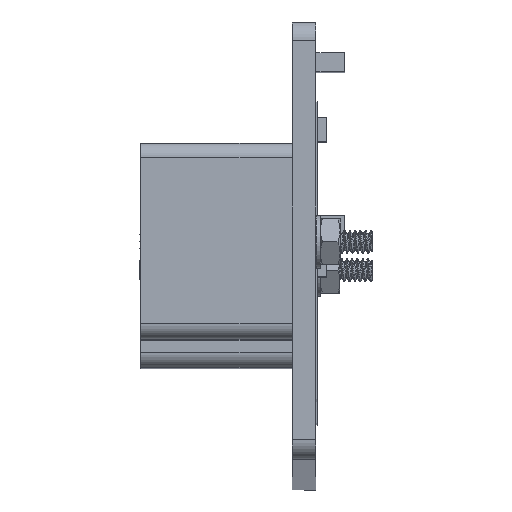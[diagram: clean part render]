
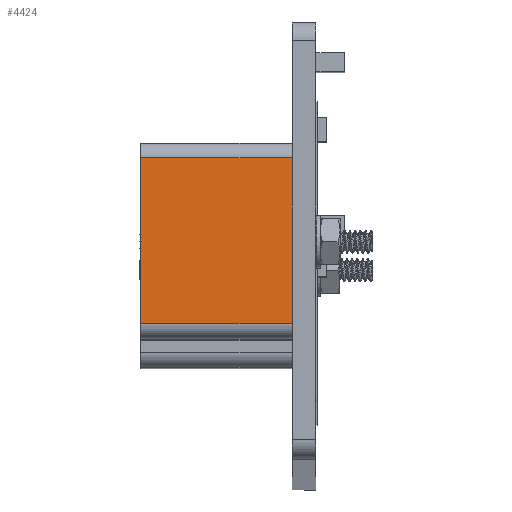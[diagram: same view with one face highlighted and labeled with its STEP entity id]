
A CAD part, left-side view. The second image highlights one B-rep face of the part: STEP entity #4424.
In plain terms, the highlighted face is planar.
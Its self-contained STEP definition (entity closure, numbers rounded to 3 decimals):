
#568=FACE_OUTER_BOUND('',#839,.T.);
#839=EDGE_LOOP('',(#3360,#3361,#3362,#3363));
#1306=LINE('',#6715,#1615);
#1311=LINE('',#6727,#1620);
#1318=LINE('',#6752,#1627);
#1319=LINE('',#6754,#1628);
#1615=VECTOR('',#5620,10.);
#1620=VECTOR('',#5631,10.);
#1627=VECTOR('',#5656,10.);
#1628=VECTOR('',#5659,10.);
#1912=VERTEX_POINT('',#6712);
#1913=VERTEX_POINT('',#6714);
#1917=VERTEX_POINT('',#6726);
#1925=VERTEX_POINT('',#6748);
#2430=EDGE_CURVE('',#1912,#1913,#1306,.T.);
#2436=EDGE_CURVE('',#1917,#1913,#1311,.T.);
#2449=EDGE_CURVE('',#1917,#1925,#1318,.T.);
#2450=EDGE_CURVE('',#1925,#1912,#1319,.T.);
#3360=ORIENTED_EDGE('',*,*,#2430,.F.);
#3361=ORIENTED_EDGE('',*,*,#2450,.F.);
#3362=ORIENTED_EDGE('',*,*,#2449,.F.);
#3363=ORIENTED_EDGE('',*,*,#2436,.T.);
#4225=PLANE('',#4918);
#4424=ADVANCED_FACE('',(#568),#4225,.T.);
#4918=AXIS2_PLACEMENT_3D('',#6753,#5657,#5658);
#5620=DIRECTION('',(0.,-1.,0.));
#5631=DIRECTION('',(-1.,0.,0.));
#5656=DIRECTION('',(0.,1.,0.));
#5657=DIRECTION('center_axis',(0.,0.,-1.));
#5658=DIRECTION('ref_axis',(-1.,0.,0.));
#5659=DIRECTION('',(-1.,0.,0.));
#6712=CARTESIAN_POINT('',(-12.,10.06,-5.));
#6714=CARTESIAN_POINT('',(-12.,0.,-5.));
#6715=CARTESIAN_POINT('',(-12.,0.,-5.));
#6726=CARTESIAN_POINT('',(-1.,0.,-5.));
#6727=CARTESIAN_POINT('',(0.,0.,-5.));
#6748=CARTESIAN_POINT('',(-1.,10.06,-5.));
#6752=CARTESIAN_POINT('',(-1.,0.,-5.));
#6753=CARTESIAN_POINT('Origin',(0.,0.,-5.));
#6754=CARTESIAN_POINT('',(0.,10.06,-5.));
